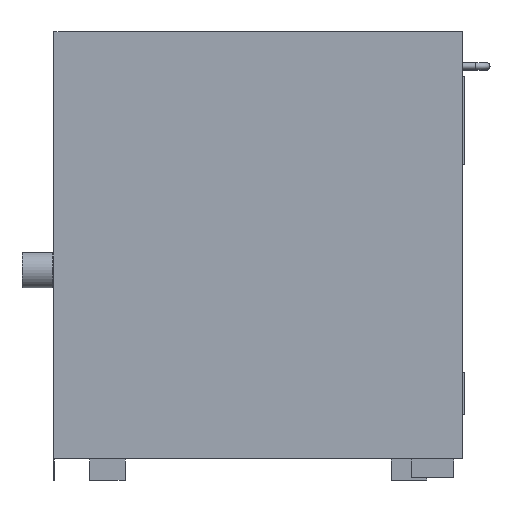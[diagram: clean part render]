
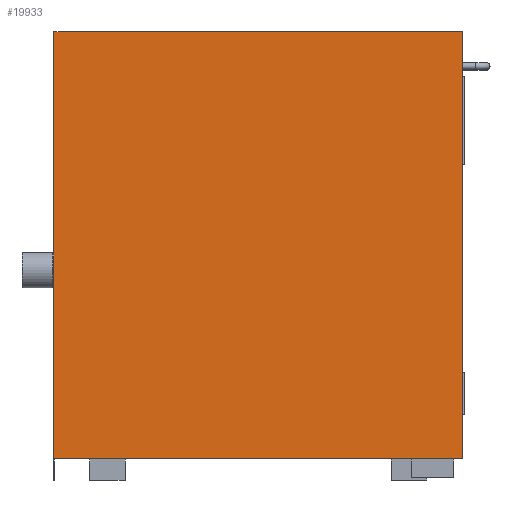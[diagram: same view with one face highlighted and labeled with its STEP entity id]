
A CAD part, left-side view. The second image highlights one B-rep face of the part: STEP entity #19933.
In plain terms, the highlighted planar face has unit normal (-1, 0, 0).
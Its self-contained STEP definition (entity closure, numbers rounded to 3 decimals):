
#1196=PLANE('',#21146);
#1941=FACE_OUTER_BOUND('',#3064,.T.);
#3064=EDGE_LOOP('',(#13648,#13649,#13650,#13651,#13652,#13653));
#4381=LINE('',#26288,#6414);
#4396=LINE('',#26321,#6429);
#4422=LINE('',#26373,#6455);
#4424=LINE('',#26377,#6457);
#4491=LINE('',#26514,#6524);
#4534=LINE('',#26623,#6567);
#6414=VECTOR('',#22201,10.);
#6429=VECTOR('',#22230,10.);
#6455=VECTOR('',#22276,10.);
#6457=VECTOR('',#22280,10.);
#6524=VECTOR('',#22395,10.);
#6567=VECTOR('',#22510,10.);
#8611=VERTEX_POINT('',#26286);
#8612=VERTEX_POINT('',#26287);
#8622=VERTEX_POINT('',#26317);
#8639=VERTEX_POINT('',#26371);
#8640=VERTEX_POINT('',#26375);
#8686=VERTEX_POINT('',#26512);
#10501=EDGE_CURVE('',#8611,#8612,#4381,.T.);
#10518=EDGE_CURVE('',#8612,#8622,#4396,.T.);
#10544=EDGE_CURVE('',#8611,#8639,#4422,.T.);
#10546=EDGE_CURVE('',#8640,#8639,#4424,.T.);
#10613=EDGE_CURVE('',#8686,#8640,#4491,.T.);
#10662=EDGE_CURVE('',#8622,#8686,#4534,.T.);
#13648=ORIENTED_EDGE('',*,*,#10662,.F.);
#13649=ORIENTED_EDGE('',*,*,#10518,.F.);
#13650=ORIENTED_EDGE('',*,*,#10501,.F.);
#13651=ORIENTED_EDGE('',*,*,#10544,.T.);
#13652=ORIENTED_EDGE('',*,*,#10546,.F.);
#13653=ORIENTED_EDGE('',*,*,#10613,.F.);
#19933=ADVANCED_FACE('',(#1941),#1196,.T.);
#21146=AXIS2_PLACEMENT_3D('',#26622,#22508,#22509);
#22201=DIRECTION('',(0.,0.,1.));
#22230=DIRECTION('',(0.,-1.,0.));
#22276=DIRECTION('',(0.,-1.,0.));
#22280=DIRECTION('',(0.,0.,-1.));
#22395=DIRECTION('',(0.,1.,0.));
#22508=DIRECTION('center_axis',(-1.,0.,0.));
#22509=DIRECTION('ref_axis',(0.,-1.,0.));
#22510=DIRECTION('',(0.,0.,-1.));
#26286=CARTESIAN_POINT('',(-551.,287.,-330.44));
#26287=CARTESIAN_POINT('',(-551.,287.,300.44));
#26288=CARTESIAN_POINT('',(-551.,287.,0.));
#26317=CARTESIAN_POINT('',(-551.,-287.,300.44));
#26321=CARTESIAN_POINT('',(-551.,287.,300.44));
#26371=CARTESIAN_POINT('',(-551.,286.9,-330.44));
#26373=CARTESIAN_POINT('',(-551.,287.,-330.44));
#26375=CARTESIAN_POINT('',(-551.,286.9,-300.44));
#26377=CARTESIAN_POINT('',(-551.,286.9,-330.44));
#26512=CARTESIAN_POINT('',(-551.,-287.,-300.44));
#26514=CARTESIAN_POINT('',(-551.,287.,-300.44));
#26622=CARTESIAN_POINT('Origin',(-551.,287.,0.));
#26623=CARTESIAN_POINT('',(-551.,-287.,0.));
